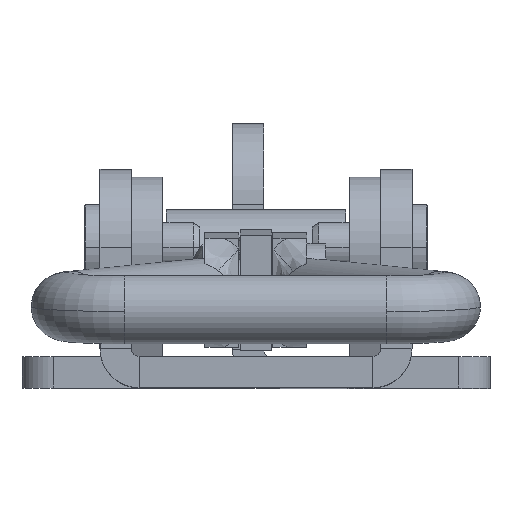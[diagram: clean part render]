
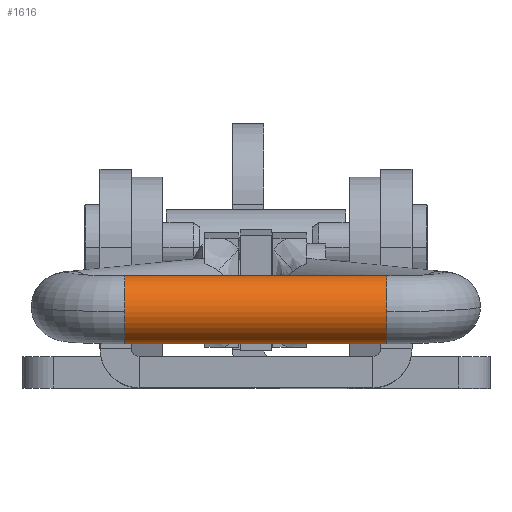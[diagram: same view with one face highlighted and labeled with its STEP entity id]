
A CAD part, top view. The second image highlights one B-rep face of the part: STEP entity #1616.
In plain terms, the highlighted cylindrical face has radius 2.19 mm (diameter 4.38 mm), a partial arc.
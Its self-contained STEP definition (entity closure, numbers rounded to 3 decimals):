
#389 = ORIENTED_EDGE ( 'NONE', *, *, #6334, .T. ) ;
#488 = CARTESIAN_POINT ( 'NONE',  ( 8.4, 22.51, 2.19 ) ) ;
#571 = CARTESIAN_POINT ( 'NONE',  ( -8.4, 24.7, 0. ) ) ;
#579 = EDGE_CURVE ( 'NONE', #1266, #3044, #2139, .T. ) ;
#677 = CARTESIAN_POINT ( 'NONE',  ( -8.4, 22.51, 0. ) ) ;
#725 = DIRECTION ( 'NONE',  ( -1., 0., 0. ) ) ;
#740 = CIRCLE ( 'NONE', #2612, 2.19 ) ;
#803 = DIRECTION ( 'NONE',  ( 0., -1., 0. ) ) ;
#810 = DIRECTION ( 'NONE',  ( -1., 0., 0. ) ) ;
#837 = DIRECTION ( 'NONE',  ( 0., 0., 1. ) ) ;
#931 = LINE ( 'NONE', #4148, #3282 ) ;
#1118 = AXIS2_PLACEMENT_3D ( 'NONE', #677, #725, #803 ) ;
#1266 = VERTEX_POINT ( 'NONE', #571 ) ;
#1329 = ORIENTED_EDGE ( 'NONE', *, *, #2539, .T. ) ;
#1430 = AXIS2_PLACEMENT_3D ( 'NONE', #2282, #2304, #4317 ) ;
#1616 = ADVANCED_FACE ( 'NONE', ( #4185 ), #3042, .T. ) ;
#1787 = EDGE_CURVE ( 'NONE', #5794, #1266, #5856, .T. ) ;
#1863 = CARTESIAN_POINT ( 'NONE',  ( 8.4, 22.51, 0. ) ) ;
#1916 = CARTESIAN_POINT ( 'NONE',  ( 8.4, 22.51, 0. ) ) ;
#2139 = CIRCLE ( 'NONE', #1118, 2.19 ) ;
#2282 = CARTESIAN_POINT ( 'NONE',  ( -8.4, 22.51, 0. ) ) ;
#2304 = DIRECTION ( 'NONE',  ( -1., 0., 0. ) ) ;
#2332 = EDGE_LOOP ( 'NONE', ( #1329, #2351, #389, #6155, #5904, #6859 ) ) ;
#2351 = ORIENTED_EDGE ( 'NONE', *, *, #4970, .T. ) ;
#2539 = EDGE_CURVE ( 'NONE', #6399, #6749, #4942, .T. ) ;
#2612 = AXIS2_PLACEMENT_3D ( 'NONE', #4909, #4851, #4822 ) ;
#3042 = CYLINDRICAL_SURFACE ( 'NONE', #5300, 2.19 ) ;
#3044 = VERTEX_POINT ( 'NONE', #5910 ) ;
#3135 = VERTEX_POINT ( 'NONE', #5416 ) ;
#3250 = VECTOR ( 'NONE', #5174, 1000. ) ;
#3258 = LINE ( 'NONE', #5454, #3250 ) ;
#3282 = VECTOR ( 'NONE', #6254, 1000. ) ;
#3408 = DIRECTION ( 'NONE',  ( -1., 0., 0. ) ) ;
#3463 = EDGE_CURVE ( 'NONE', #6399, #5794, #3258, .T. ) ;
#3894 = CARTESIAN_POINT ( 'NONE',  ( 8.4, 24.7, 0. ) ) ;
#4126 = DIRECTION ( 'NONE',  ( 0., -1., 0. ) ) ;
#4148 = CARTESIAN_POINT ( 'NONE',  ( 8.4, 22.51, -2.19 ) ) ;
#4185 = FACE_OUTER_BOUND ( 'NONE', #2332, .T. ) ;
#4317 = DIRECTION ( 'NONE',  ( 0., -1., 0. ) ) ;
#4329 = CARTESIAN_POINT ( 'NONE',  ( -8.4, 22.51, 2.19 ) ) ;
#4822 = DIRECTION ( 'NONE',  ( 0., -1., 0. ) ) ;
#4851 = DIRECTION ( 'NONE',  ( -1., 0., 0. ) ) ;
#4909 = CARTESIAN_POINT ( 'NONE',  ( 8.4, 22.51, 0. ) ) ;
#4942 = CIRCLE ( 'NONE', #5062, 2.19 ) ;
#4970 = EDGE_CURVE ( 'NONE', #6749, #3135, #740, .T. ) ;
#5062 = AXIS2_PLACEMENT_3D ( 'NONE', #1916, #810, #4126 ) ;
#5174 = DIRECTION ( 'NONE',  ( -1., 0., 0. ) ) ;
#5300 = AXIS2_PLACEMENT_3D ( 'NONE', #1863, #3408, #837 ) ;
#5416 = CARTESIAN_POINT ( 'NONE',  ( 8.4, 22.51, -2.19 ) ) ;
#5454 = CARTESIAN_POINT ( 'NONE',  ( 8.4, 22.51, 2.19 ) ) ;
#5794 = VERTEX_POINT ( 'NONE', #4329 ) ;
#5856 = CIRCLE ( 'NONE', #1430, 2.19 ) ;
#5904 = ORIENTED_EDGE ( 'NONE', *, *, #1787, .F. ) ;
#5910 = CARTESIAN_POINT ( 'NONE',  ( -8.4, 22.51, -2.19 ) ) ;
#6155 = ORIENTED_EDGE ( 'NONE', *, *, #579, .F. ) ;
#6254 = DIRECTION ( 'NONE',  ( -1., 0., 0. ) ) ;
#6334 = EDGE_CURVE ( 'NONE', #3135, #3044, #931, .T. ) ;
#6399 = VERTEX_POINT ( 'NONE', #488 ) ;
#6749 = VERTEX_POINT ( 'NONE', #3894 ) ;
#6859 = ORIENTED_EDGE ( 'NONE', *, *, #3463, .F. ) ;
